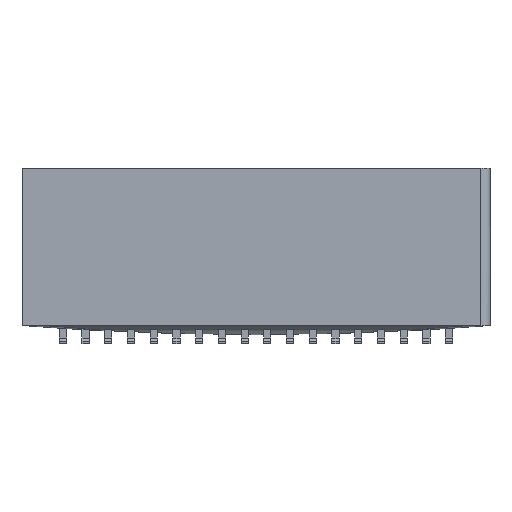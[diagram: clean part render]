
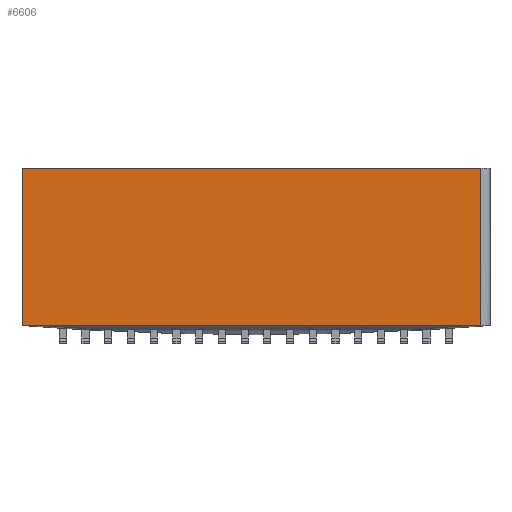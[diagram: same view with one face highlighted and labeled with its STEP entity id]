
A CAD part, front view. The second image highlights one B-rep face of the part: STEP entity #6606.
In plain terms, the highlighted planar face has unit normal (0, -1, 0).
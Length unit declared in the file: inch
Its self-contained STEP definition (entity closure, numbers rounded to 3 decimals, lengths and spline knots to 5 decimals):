
#237 = LINE ( 'NONE', #5847, #20216 ) ;
#3249 = DIRECTION ( 'NONE',  ( 0., 0., 1. ) ) ;
#3262 = CARTESIAN_POINT ( 'NONE',  ( -0.2575, -0.035, -0.0865 ) ) ;
#3561 = EDGE_CURVE ( 'NONE', #22690, #21069, #5562, .T. ) ;
#5044 = EDGE_LOOP ( 'NONE', ( #15824, #5441, #9487, #22643 ) ) ;
#5441 = ORIENTED_EDGE ( 'NONE', *, *, #6340, .F. ) ;
#5562 = LINE ( 'NONE', #12891, #20384 ) ;
#5793 = VECTOR ( 'NONE', #10624, 39.37008 ) ;
#5847 = CARTESIAN_POINT ( 'NONE',  ( -0.3575, -0.035, -0.0865 ) ) ;
#6340 = EDGE_CURVE ( 'NONE', #17890, #22690, #237, .T. ) ;
#6606 = ADVANCED_FACE ( 'NONE', ( #14754 ), #10361, .T. ) ;
#8438 = CARTESIAN_POINT ( 'NONE',  ( -0.3575, -0.035, -0.0865 ) ) ;
#9487 = ORIENTED_EDGE ( 'NONE', *, *, #23622, .T. ) ;
#10361 = PLANE ( 'NONE',  #10955 ) ;
#10624 = DIRECTION ( 'NONE',  ( 1., 0., 0. ) ) ;
#10955 = AXIS2_PLACEMENT_3D ( 'NONE', #8438, #23871, #12299 ) ;
#10961 = LINE ( 'NONE', #12551, #5793 ) ;
#12299 = DIRECTION ( 'NONE',  ( 0., 0., -1. ) ) ;
#12551 = CARTESIAN_POINT ( 'NONE',  ( -0.3575, -0.035, 0.0865 ) ) ;
#12891 = CARTESIAN_POINT ( 'NONE',  ( -0.2575, -0.035, -0.0865 ) ) ;
#14106 = VERTEX_POINT ( 'NONE', #15470 ) ;
#14754 = FACE_OUTER_BOUND ( 'NONE', #5044, .T. ) ;
#15202 = LINE ( 'NONE', #18286, #19734 ) ;
#15470 = CARTESIAN_POINT ( 'NONE',  ( 0.2475, -0.035, 0.0865 ) ) ;
#15484 = EDGE_CURVE ( 'NONE', #21069, #14106, #10961, .T. ) ;
#15824 = ORIENTED_EDGE ( 'NONE', *, *, #3561, .F. ) ;
#16348 = DIRECTION ( 'NONE',  ( 0., 0., 1. ) ) ;
#17890 = VERTEX_POINT ( 'NONE', #23275 ) ;
#18286 = CARTESIAN_POINT ( 'NONE',  ( 0.2475, -0.035, 0.0865 ) ) ;
#19734 = VECTOR ( 'NONE', #16348, 39.37008 ) ;
#20180 = CARTESIAN_POINT ( 'NONE',  ( -0.2575, -0.035, 0.0865 ) ) ;
#20216 = VECTOR ( 'NONE', #23174, 39.37008 ) ;
#20384 = VECTOR ( 'NONE', #3249, 39.37008 ) ;
#21069 = VERTEX_POINT ( 'NONE', #20180 ) ;
#22643 = ORIENTED_EDGE ( 'NONE', *, *, #15484, .F. ) ;
#22690 = VERTEX_POINT ( 'NONE', #3262 ) ;
#23174 = DIRECTION ( 'NONE',  ( -1., 0., 0. ) ) ;
#23275 = CARTESIAN_POINT ( 'NONE',  ( 0.2475, -0.035, -0.0865 ) ) ;
#23622 = EDGE_CURVE ( 'NONE', #17890, #14106, #15202, .T. ) ;
#23871 = DIRECTION ( 'NONE',  ( 0., -1., 0. ) ) ;
